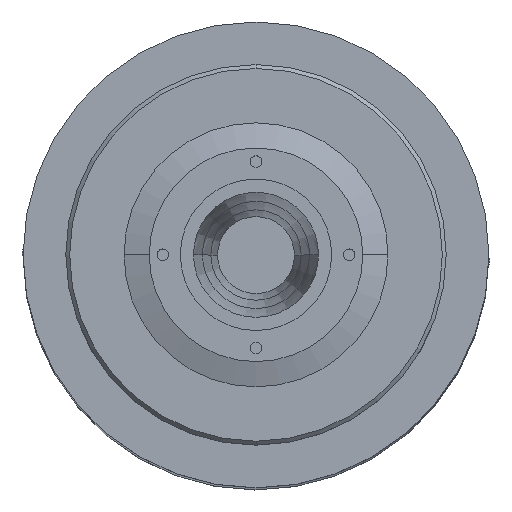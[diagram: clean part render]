
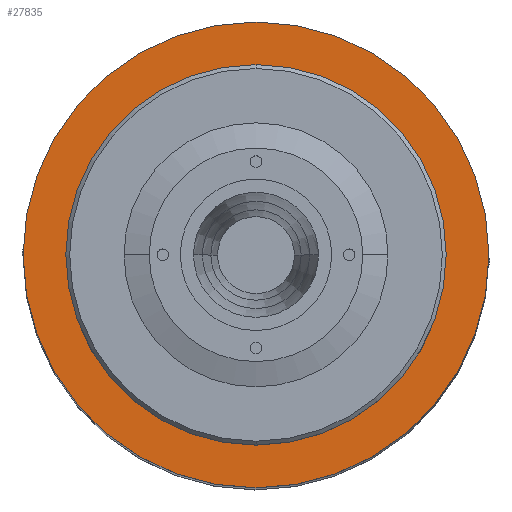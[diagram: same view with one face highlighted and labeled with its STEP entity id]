
A CAD part, top view. The second image highlights one B-rep face of the part: STEP entity #27835.
In plain terms, the highlighted planar face has unit normal (0, 0, 1).
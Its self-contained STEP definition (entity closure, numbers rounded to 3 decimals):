
#1483 = EDGE_LOOP ( 'NONE', ( #12103, #12372 ) ) ;
#2322 = EDGE_CURVE ( 'NONE', #16224, #28775, #29509, .T. ) ;
#3448 = CIRCLE ( 'NONE', #13668, 13.793 ) ;
#4112 = CARTESIAN_POINT ( 'NONE',  ( 60., 0., 244.5 ) ) ;
#4524 = CARTESIAN_POINT ( 'NONE',  ( 13.793, 0., 244.5 ) ) ;
#4930 = CARTESIAN_POINT ( 'NONE',  ( -13.793, 0., 244.5 ) ) ;
#5308 = DIRECTION ( 'NONE',  ( 1., 0., 0. ) ) ;
#5989 = AXIS2_PLACEMENT_3D ( 'NONE', #7314, #16868, #5308 ) ;
#6690 = DIRECTION ( 'NONE',  ( 1., 0., 0. ) ) ;
#7314 = CARTESIAN_POINT ( 'NONE',  ( 0., 0., 244.5 ) ) ;
#7367 = CARTESIAN_POINT ( 'NONE',  ( 0., 0., 244.5 ) ) ;
#7593 = CARTESIAN_POINT ( 'NONE',  ( 0., 0., 244.5 ) ) ;
#9607 = EDGE_LOOP ( 'NONE', ( #33011, #17938 ) ) ;
#9831 = PLANE ( 'NONE',  #21382 ) ;
#11122 = VERTEX_POINT ( 'NONE', #25514 ) ;
#11609 = EDGE_CURVE ( 'NONE', #11122, #20995, #30522, .T. ) ;
#12103 = ORIENTED_EDGE ( 'NONE', *, *, #13217, .T. ) ;
#12372 = ORIENTED_EDGE ( 'NONE', *, *, #2322, .T. ) ;
#12428 = CARTESIAN_POINT ( 'NONE',  ( 0., 0., 244.5 ) ) ;
#12898 = AXIS2_PLACEMENT_3D ( 'NONE', #7367, #18800, #30407 ) ;
#13217 = EDGE_CURVE ( 'NONE', #28775, #16224, #3448, .T. ) ;
#13668 = AXIS2_PLACEMENT_3D ( 'NONE', #23652, #15071, #26500 ) ;
#14520 = FACE_OUTER_BOUND ( 'NONE', #9607, .T. ) ;
#14972 = CIRCLE ( 'NONE', #23973, 60. ) ;
#15071 = DIRECTION ( 'NONE',  ( 0., 0., -1. ) ) ;
#16175 = DIRECTION ( 'NONE',  ( 0., 0., -1. ) ) ;
#16224 = VERTEX_POINT ( 'NONE', #4930 ) ;
#16868 = DIRECTION ( 'NONE',  ( 0., 0., -1. ) ) ;
#17938 = ORIENTED_EDGE ( 'NONE', *, *, #35146, .F. ) ;
#18519 = FACE_BOUND ( 'NONE', #1483, .T. ) ;
#18800 = DIRECTION ( 'NONE',  ( 0., 0., -1. ) ) ;
#20995 = VERTEX_POINT ( 'NONE', #4112 ) ;
#21382 = AXIS2_PLACEMENT_3D ( 'NONE', #12428, #23844, #6690 ) ;
#23652 = CARTESIAN_POINT ( 'NONE',  ( 0., 0., 244.5 ) ) ;
#23844 = DIRECTION ( 'NONE',  ( 0., 0., 1. ) ) ;
#23973 = AXIS2_PLACEMENT_3D ( 'NONE', #7593, #16175, #33015 ) ;
#25514 = CARTESIAN_POINT ( 'NONE',  ( -60., 0., 244.5 ) ) ;
#26500 = DIRECTION ( 'NONE',  ( 1., 0., 0. ) ) ;
#27835 = ADVANCED_FACE ( 'N', ( #18519, #14520 ), #9831, .T. ) ;
#28775 = VERTEX_POINT ( 'NONE', #4524 ) ;
#29509 = CIRCLE ( 'NONE', #5989, 13.793 ) ;
#30407 = DIRECTION ( 'NONE',  ( -1., 0., 0. ) ) ;
#30522 = CIRCLE ( 'NONE', #12898, 60. ) ;
#33011 = ORIENTED_EDGE ( 'NONE', *, *, #11609, .F. ) ;
#33015 = DIRECTION ( 'NONE',  ( -1., 0., 0. ) ) ;
#35146 = EDGE_CURVE ( 'NONE', #20995, #11122, #14972, .T. ) ;
